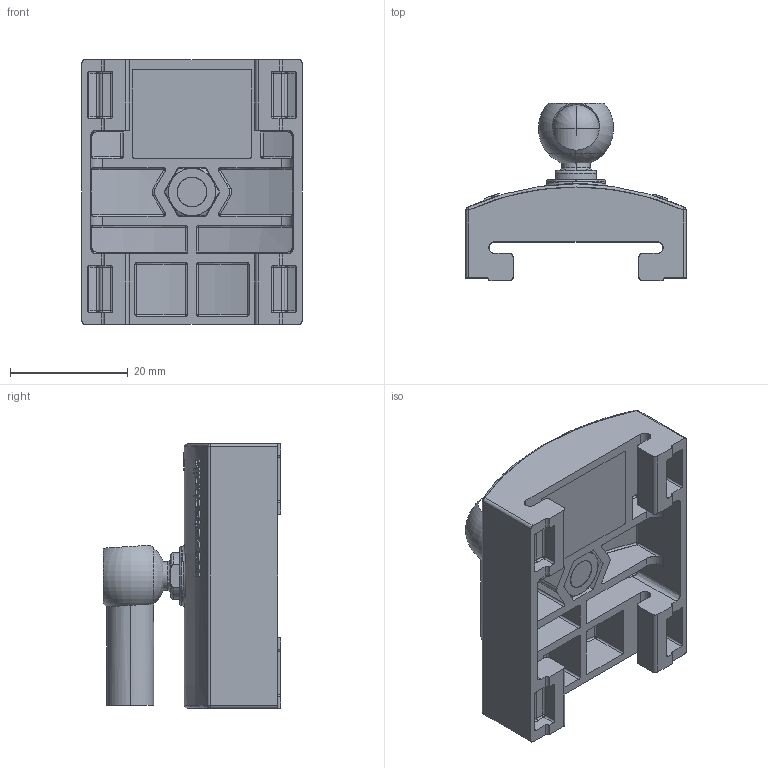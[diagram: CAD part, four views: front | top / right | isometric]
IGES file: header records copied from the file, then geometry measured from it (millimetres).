
Start section: SolidWorks IGES file using analytic representation for surfaces
Global section: file name: 518740_Positionsgeber_gefuehrt_Z-TP1-P08~00.IGS; native system: SolidWorks 2011; preprocessor: SolidWorks 2011; author: widmaier; date: 120604.101932; units: millimetre
Bounding box: 37.4 x 30.2 x 45 mm (x, y, z)
Surface area: 13643.4 mm2 (no closed solid volume)
Topology: 0 solids, 0 shells, 1176 faces, 9514 edges, 9387 vertices
Faces by surface type: bspline 688, revolution 488
